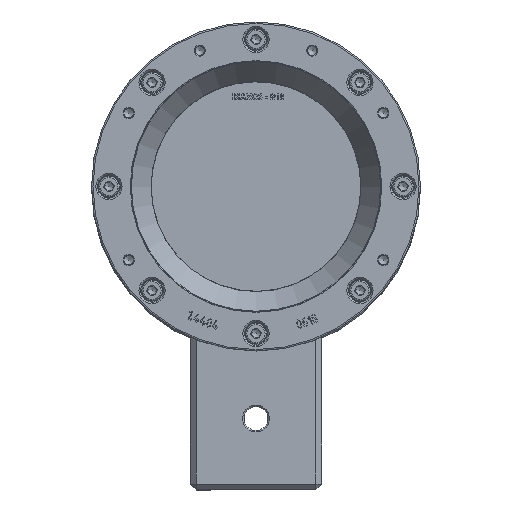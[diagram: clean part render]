
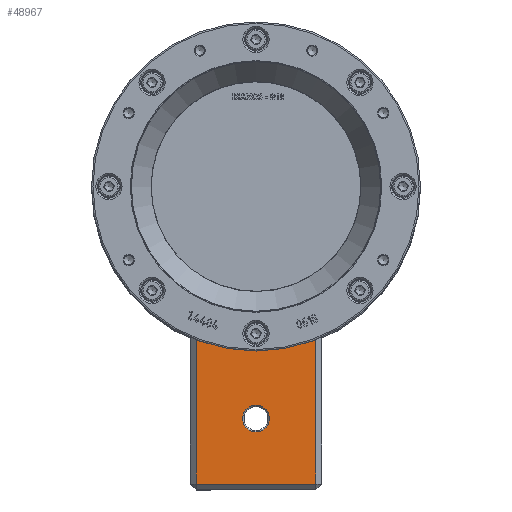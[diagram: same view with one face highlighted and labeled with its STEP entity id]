
A CAD part, top view. The second image highlights one B-rep face of the part: STEP entity #48967.
In plain terms, the highlighted face is planar.
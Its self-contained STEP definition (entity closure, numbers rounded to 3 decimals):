
#5410=LINE('',#76176,#8878);
#5411=LINE('',#76180,#8879);
#5412=LINE('',#76181,#8880);
#8878=VECTOR('',#58751,10.);
#8879=VECTOR('',#58754,10.);
#8880=VECTOR('',#58755,10.);
#12253=FACE_BOUND('',#17122,.T.);
#12593=PLANE('',#53054);
#14119=FACE_OUTER_BOUND('',#17121,.T.);
#17121=EDGE_LOOP('',(#36516,#36517,#36518,#36519));
#17122=EDGE_LOOP('',(#36520));
#20151=CIRCLE('',#53050,4.6);
#20154=CIRCLE('',#53055,55.5);
#22303=VERTEX_POINT('',#76164);
#22306=VERTEX_POINT('',#76174);
#22307=VERTEX_POINT('',#76175);
#22308=VERTEX_POINT('',#76177);
#22309=VERTEX_POINT('',#76179);
#27576=EDGE_CURVE('',#22303,#22303,#20151,.T.);
#27580=EDGE_CURVE('',#22306,#22307,#5410,.T.);
#27581=EDGE_CURVE('',#22306,#22308,#20154,.T.);
#27582=EDGE_CURVE('',#22309,#22308,#5411,.T.);
#27583=EDGE_CURVE('',#22307,#22309,#5412,.T.);
#36516=ORIENTED_EDGE('',*,*,#27580,.F.);
#36517=ORIENTED_EDGE('',*,*,#27581,.T.);
#36518=ORIENTED_EDGE('',*,*,#27582,.F.);
#36519=ORIENTED_EDGE('',*,*,#27583,.F.);
#36520=ORIENTED_EDGE('',*,*,#27576,.F.);
#48967=ADVANCED_FACE('',(#14119,#12253),#12593,.F.);
#53050=AXIS2_PLACEMENT_3D('',#76166,#58740,#58741);
#53054=AXIS2_PLACEMENT_3D('',#76173,#58749,#58750);
#53055=AXIS2_PLACEMENT_3D('',#76178,#58752,#58753);
#58740=DIRECTION('center_axis',(0.,0.,-1.));
#58741=DIRECTION('ref_axis',(1.,0.,0.));
#58749=DIRECTION('center_axis',(0.,0.,1.));
#58750=DIRECTION('ref_axis',(1.,0.,0.));
#58751=DIRECTION('',(0.,-1.,0.));
#58752=DIRECTION('center_axis',(0.,0.,1.));
#58753=DIRECTION('ref_axis',(-1.,0.,0.));
#58754=DIRECTION('',(0.,1.,0.));
#58755=DIRECTION('',(1.,0.,0.));
#76164=CARTESIAN_POINT('',(-4.6,-79.5,-12.5));
#76166=CARTESIAN_POINT('Origin',(0.,-79.5,-12.5));
#76173=CARTESIAN_POINT('Origin',(0.,-79.424,
-12.5));
#76174=CARTESIAN_POINT('',(-20.5,-51.575,-12.5));
#76175=CARTESIAN_POINT('',(-20.5,-102.,-12.5));
#76176=CARTESIAN_POINT('',(-20.5,-65.079,-12.5));
#76177=CARTESIAN_POINT('',(20.5,-51.575,-12.5));
#76178=CARTESIAN_POINT('Origin',(0.,0.,-12.5));
#76179=CARTESIAN_POINT('',(20.5,-102.,-12.5));
#76180=CARTESIAN_POINT('',(20.5,-91.712,-12.5));
#76181=CARTESIAN_POINT('',(-11.25,-102.,-12.5));
